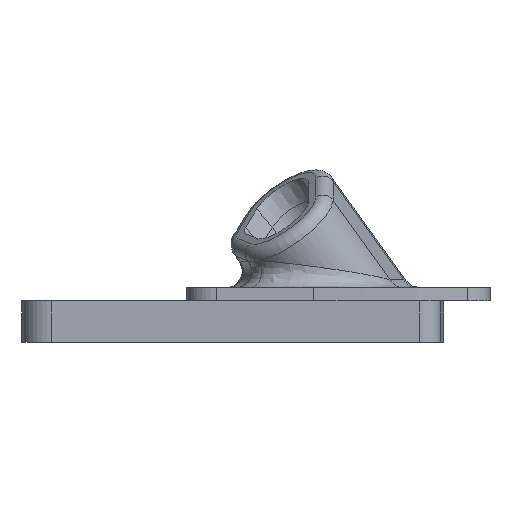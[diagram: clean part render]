
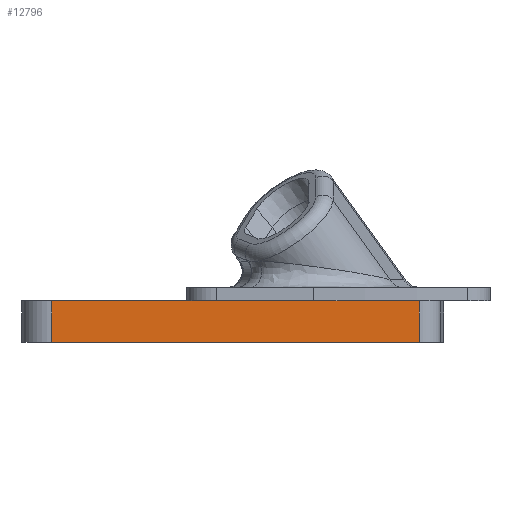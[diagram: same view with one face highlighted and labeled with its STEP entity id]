
A CAD part, left-side view. The second image highlights one B-rep face of the part: STEP entity #12796.
In plain terms, the highlighted planar face has unit normal (-1, 0, 0).
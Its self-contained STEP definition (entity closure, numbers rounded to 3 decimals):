
#6113 = PLANE('',#6114);
#6114 = AXIS2_PLACEMENT_3D('',#6115,#6116,#6117);
#6115 = CARTESIAN_POINT('',(0.,0.,-1.6));
#6116 = DIRECTION('',(0.,0.,1.));
#6117 = DIRECTION('',(1.,0.,0.));
#6576 = VERTEX_POINT('',#6577);
#6577 = CARTESIAN_POINT('',(-72.8,18.4,-1.6));
#6591 = PLANE('',#6592);
#6592 = AXIS2_PLACEMENT_3D('',#6593,#6594,#6595);
#6593 = CARTESIAN_POINT('',(0.,12.8,-1.6));
#6594 = DIRECTION('',(0.,0.,-1.));
#6595 = DIRECTION('',(-1.,0.,0.));
#10510 = EDGE_CURVE('',#6576,#10511,#10513,.T.);
#10511 = VERTEX_POINT('',#10512);
#10512 = CARTESIAN_POINT('',(-72.8,-9.8,-1.6));
#10513 = SURFACE_CURVE('',#10514,(#10518,#10525),.PCURVE_S1.);
#10514 = LINE('',#10515,#10516);
#10515 = CARTESIAN_POINT('',(-72.8,-4.9,-1.6));
#10516 = VECTOR('',#10517,1.);
#10517 = DIRECTION('',(0.,-1.,0.));
#10518 = PCURVE('',#6113,#10519);
#10519 = DEFINITIONAL_REPRESENTATION('',(#10520),#10524);
#10520 = LINE('',#10521,#10522);
#10521 = CARTESIAN_POINT('',(-72.8,-4.9));
#10522 = VECTOR('',#10523,1.);
#10523 = DIRECTION('',(0.,-1.));
#10524 = ( GEOMETRIC_REPRESENTATION_CONTEXT(2) 
PARAMETRIC_REPRESENTATION_CONTEXT() REPRESENTATION_CONTEXT('2D SPACE',''
  ) );
#10525 = PCURVE('',#10526,#10531);
#10526 = PLANE('',#10527);
#10527 = AXIS2_PLACEMENT_3D('',#10528,#10529,#10530);
#10528 = CARTESIAN_POINT('',(-72.8,-9.8,-1.6));
#10529 = DIRECTION('',(-1.,0.,0.));
#10530 = DIRECTION('',(0.,1.,0.));
#10531 = DEFINITIONAL_REPRESENTATION('',(#10532),#10536);
#10532 = LINE('',#10533,#10534);
#10533 = CARTESIAN_POINT('',(4.9,0.));
#10534 = VECTOR('',#10535,1.);
#10535 = DIRECTION('',(-1.,0.));
#10536 = ( GEOMETRIC_REPRESENTATION_CONTEXT(2) 
PARAMETRIC_REPRESENTATION_CONTEXT() REPRESENTATION_CONTEXT('2D SPACE',''
  ) );
#10555 = CYLINDRICAL_SURFACE('',#10556,2.6);
#10556 = AXIS2_PLACEMENT_3D('',#10557,#10558,#10559);
#10557 = CARTESIAN_POINT('',(-70.2,-9.8,-1.6));
#10558 = DIRECTION('',(0.,0.,-1.));
#10559 = DIRECTION('',(0.,-1.,0.));
#11081 = VERTEX_POINT('',#11082);
#11082 = CARTESIAN_POINT('',(-72.8,34.8,-1.6));
#11097 = CYLINDRICAL_SURFACE('',#11098,3.6);
#11098 = AXIS2_PLACEMENT_3D('',#11099,#11100,#11101);
#11099 = CARTESIAN_POINT('',(-69.2,34.8,-1.6));
#11100 = DIRECTION('',(0.,0.,-1.));
#11101 = DIRECTION('',(-1.,0.,0.));
#11109 = EDGE_CURVE('',#6576,#11081,#11110,.T.);
#11110 = SURFACE_CURVE('',#11111,(#11115,#11122),.PCURVE_S1.);
#11111 = LINE('',#11112,#11113);
#11112 = CARTESIAN_POINT('',(-72.8,-9.8,-1.6));
#11113 = VECTOR('',#11114,1.);
#11114 = DIRECTION('',(0.,1.,0.));
#11115 = PCURVE('',#6591,#11116);
#11116 = DEFINITIONAL_REPRESENTATION('',(#11117),#11121);
#11117 = LINE('',#11118,#11119);
#11118 = CARTESIAN_POINT('',(72.8,-22.6));
#11119 = VECTOR('',#11120,1.);
#11120 = DIRECTION('',(0.,1.));
#11121 = ( GEOMETRIC_REPRESENTATION_CONTEXT(2) 
PARAMETRIC_REPRESENTATION_CONTEXT() REPRESENTATION_CONTEXT('2D SPACE',''
  ) );
#11122 = PCURVE('',#10526,#11123);
#11123 = DEFINITIONAL_REPRESENTATION('',(#11124),#11128);
#11124 = LINE('',#11125,#11126);
#11125 = CARTESIAN_POINT('',(0.,0.));
#11126 = VECTOR('',#11127,1.);
#11127 = DIRECTION('',(1.,0.));
#11128 = ( GEOMETRIC_REPRESENTATION_CONTEXT(2) 
PARAMETRIC_REPRESENTATION_CONTEXT() REPRESENTATION_CONTEXT('2D SPACE',''
  ) );
#12796 = ADVANCED_FACE('',(#12797),#10526,.T.);
#12797 = FACE_BOUND('',#12798,.T.);
#12798 = EDGE_LOOP('',(#12799,#12800,#12801,#12824,#12852));
#12799 = ORIENTED_EDGE('',*,*,#10510,.F.);
#12800 = ORIENTED_EDGE('',*,*,#11109,.T.);
#12801 = ORIENTED_EDGE('',*,*,#12802,.T.);
#12802 = EDGE_CURVE('',#11081,#12803,#12805,.T.);
#12803 = VERTEX_POINT('',#12804);
#12804 = CARTESIAN_POINT('',(-72.8,34.8,-6.6));
#12805 = SURFACE_CURVE('',#12806,(#12810,#12817),.PCURVE_S1.);
#12806 = LINE('',#12807,#12808);
#12807 = CARTESIAN_POINT('',(-72.8,34.8,-1.6));
#12808 = VECTOR('',#12809,1.);
#12809 = DIRECTION('',(0.,0.,-1.));
#12810 = PCURVE('',#10526,#12811);
#12811 = DEFINITIONAL_REPRESENTATION('',(#12812),#12816);
#12812 = LINE('',#12813,#12814);
#12813 = CARTESIAN_POINT('',(44.6,0.));
#12814 = VECTOR('',#12815,1.);
#12815 = DIRECTION('',(0.,1.));
#12816 = ( GEOMETRIC_REPRESENTATION_CONTEXT(2) 
PARAMETRIC_REPRESENTATION_CONTEXT() REPRESENTATION_CONTEXT('2D SPACE',''
  ) );
#12817 = PCURVE('',#11097,#12818);
#12818 = DEFINITIONAL_REPRESENTATION('',(#12819),#12823);
#12819 = LINE('',#12820,#12821);
#12820 = CARTESIAN_POINT('',(0.,0.));
#12821 = VECTOR('',#12822,1.);
#12822 = DIRECTION('',(0.,1.));
#12823 = ( GEOMETRIC_REPRESENTATION_CONTEXT(2) 
PARAMETRIC_REPRESENTATION_CONTEXT() REPRESENTATION_CONTEXT('2D SPACE',''
  ) );
#12824 = ORIENTED_EDGE('',*,*,#12825,.F.);
#12825 = EDGE_CURVE('',#12826,#12803,#12828,.T.);
#12826 = VERTEX_POINT('',#12827);
#12827 = CARTESIAN_POINT('',(-72.8,-9.8,-6.6));
#12828 = SURFACE_CURVE('',#12829,(#12833,#12840),.PCURVE_S1.);
#12829 = LINE('',#12830,#12831);
#12830 = CARTESIAN_POINT('',(-72.8,-9.8,-6.6));
#12831 = VECTOR('',#12832,1.);
#12832 = DIRECTION('',(0.,1.,0.));
#12833 = PCURVE('',#10526,#12834);
#12834 = DEFINITIONAL_REPRESENTATION('',(#12835),#12839);
#12835 = LINE('',#12836,#12837);
#12836 = CARTESIAN_POINT('',(0.,5.));
#12837 = VECTOR('',#12838,1.);
#12838 = DIRECTION('',(1.,0.));
#12839 = ( GEOMETRIC_REPRESENTATION_CONTEXT(2) 
PARAMETRIC_REPRESENTATION_CONTEXT() REPRESENTATION_CONTEXT('2D SPACE',''
  ) );
#12840 = PCURVE('',#12841,#12846);
#12841 = PLANE('',#12842);
#12842 = AXIS2_PLACEMENT_3D('',#12843,#12844,#12845);
#12843 = CARTESIAN_POINT('',(0.,12.8,-6.6));
#12844 = DIRECTION('',(0.,0.,-1.));
#12845 = DIRECTION('',(-1.,0.,0.));
#12846 = DEFINITIONAL_REPRESENTATION('',(#12847),#12851);
#12847 = LINE('',#12848,#12849);
#12848 = CARTESIAN_POINT('',(72.8,-22.6));
#12849 = VECTOR('',#12850,1.);
#12850 = DIRECTION('',(0.,1.));
#12851 = ( GEOMETRIC_REPRESENTATION_CONTEXT(2) 
PARAMETRIC_REPRESENTATION_CONTEXT() REPRESENTATION_CONTEXT('2D SPACE',''
  ) );
#12852 = ORIENTED_EDGE('',*,*,#12853,.F.);
#12853 = EDGE_CURVE('',#10511,#12826,#12854,.T.);
#12854 = SURFACE_CURVE('',#12855,(#12859,#12866),.PCURVE_S1.);
#12855 = LINE('',#12856,#12857);
#12856 = CARTESIAN_POINT('',(-72.8,-9.8,-1.6));
#12857 = VECTOR('',#12858,1.);
#12858 = DIRECTION('',(0.,0.,-1.));
#12859 = PCURVE('',#10526,#12860);
#12860 = DEFINITIONAL_REPRESENTATION('',(#12861),#12865);
#12861 = LINE('',#12862,#12863);
#12862 = CARTESIAN_POINT('',(0.,0.));
#12863 = VECTOR('',#12864,1.);
#12864 = DIRECTION('',(0.,1.));
#12865 = ( GEOMETRIC_REPRESENTATION_CONTEXT(2) 
PARAMETRIC_REPRESENTATION_CONTEXT() REPRESENTATION_CONTEXT('2D SPACE',''
  ) );
#12866 = PCURVE('',#10555,#12867);
#12867 = DEFINITIONAL_REPRESENTATION('',(#12868),#12872);
#12868 = LINE('',#12869,#12870);
#12869 = CARTESIAN_POINT('',(1.571,0.));
#12870 = VECTOR('',#12871,1.);
#12871 = DIRECTION('',(0.,1.));
#12872 = ( GEOMETRIC_REPRESENTATION_CONTEXT(2) 
PARAMETRIC_REPRESENTATION_CONTEXT() REPRESENTATION_CONTEXT('2D SPACE',''
  ) );
